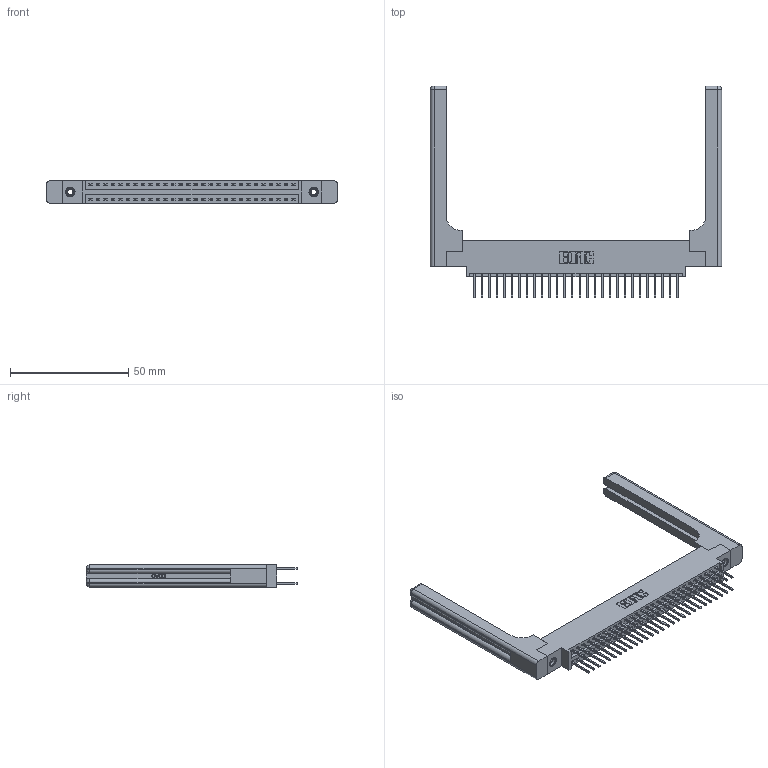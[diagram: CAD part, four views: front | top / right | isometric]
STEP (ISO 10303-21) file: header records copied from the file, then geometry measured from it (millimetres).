
FILE_DESCRIPTION (( 'STEP AP203' ), '1' );
FILE_NAME ('396-056-526-858.STEP', '2019-11-02T08:18:30', ( '' ), ( '' ), 'SwSTEP 2.0', 'SolidWorks 2016', '' );
FILE_SCHEMA (( 'CONFIG_CONTROL_DESIGN' ));
Length unit declared in the file: inch
Products named in the file (5): 346-220-058_345-220-058; 396-056-526-858; 345-250-001_345-250-001-102; 346 Part_0.170 Offset - 0.156 Dia-TH; 345-292-001_345-293-126
Assembly tree (61 placements, depth 2):
  396-056-526-858
    346 Part_0.170 Offset - 0.156 Dia-TH
    345-292-001_345-293-126  x56
    345-250-001_345-250-001-102  x2
    346-220-058_345-220-058  x2
Bounding box: 122.96 x 89.41 x 9.4 mm (x, y, z)
Volume: 19313 mm3; surface area: 21589 mm2
Topology: 61 solids, 61 shells, 3294 faces, 9687 edges, 6362 vertices
Faces by surface type: plane 2188, cylinder 1046, bspline 36, cone 12, sphere 8, torus 4
Entity records: 25490 total; most frequent: CARTESIAN_POINT 5229, ORIENTED_EDGE 3960, DIRECTION 3592, EDGE_CURVE 1980, LINE 1644, VECTOR 1644, VERTEX_POINT 1310, AXIS2_PLACEMENT_3D 974
